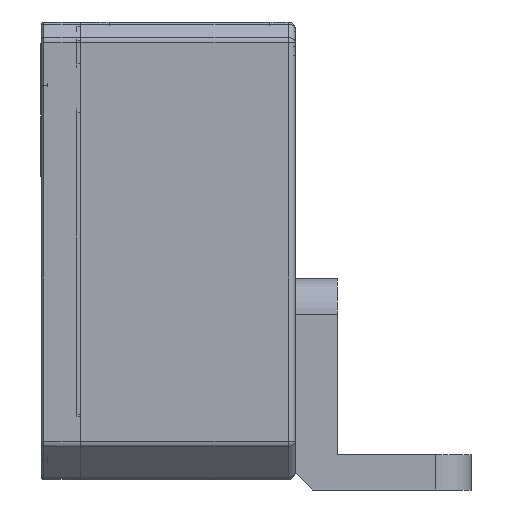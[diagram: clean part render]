
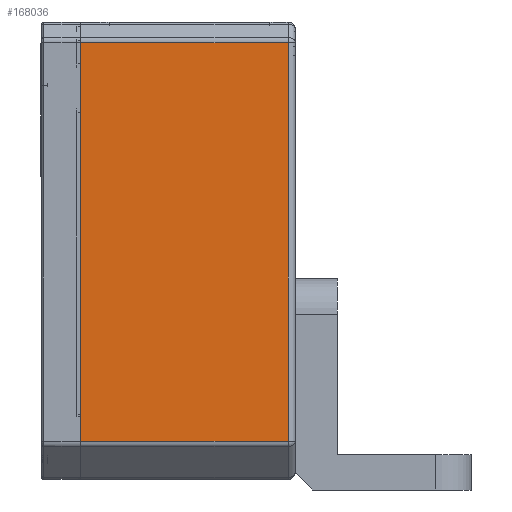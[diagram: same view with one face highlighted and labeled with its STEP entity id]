
A CAD part, left-side view. The second image highlights one B-rep face of the part: STEP entity #168036.
In plain terms, the highlighted planar face has unit normal (-1, 0, 0).
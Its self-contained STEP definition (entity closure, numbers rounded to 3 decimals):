
#7156 = ORIENTED_EDGE ( 'NONE', *, *, #246770, .F. ) ;
#16749 = CARTESIAN_POINT ( 'NONE',  ( -251.539, 62.9, 58.512 ) ) ;
#18859 = LINE ( 'NONE', #90333, #280382 ) ;
#36193 = VECTOR ( 'NONE', #260113, 1000. ) ;
#37910 = DIRECTION ( 'NONE',  ( 0., 1., 0. ) ) ;
#42113 = CARTESIAN_POINT ( 'NONE',  ( -251.539, 4., 60.512 ) ) ;
#42907 = VERTEX_POINT ( 'NONE', #270885 ) ;
#44549 = EDGE_CURVE ( 'NONE', #42907, #118300, #18859, .T. ) ;
#65873 = DIRECTION ( 'NONE',  ( 0., -1., 0. ) ) ;
#71499 = DIRECTION ( 'NONE',  ( 0., 0., -1. ) ) ;
#74590 = CARTESIAN_POINT ( 'NONE',  ( -251.539, 62.9, -58.659 ) ) ;
#83530 = LINE ( 'NONE', #188193, #36193 ) ;
#90333 = CARTESIAN_POINT ( 'NONE',  ( -251.539, 64., 54.684 ) ) ;
#94581 = VERTEX_POINT ( 'NONE', #74590 ) ;
#114252 = FACE_OUTER_BOUND ( 'NONE', #242184, .T. ) ;
#118300 = VERTEX_POINT ( 'NONE', #209311 ) ;
#144748 = PLANE ( 'NONE',  #186559 ) ;
#160099 = ORIENTED_EDGE ( 'NONE', *, *, #289982, .F. ) ;
#163057 = VECTOR ( 'NONE', #71499, 1000. ) ;
#167907 = CARTESIAN_POINT ( 'NONE',  ( -251.539, 4., -58.659 ) ) ;
#168036 = ADVANCED_FACE ( 'NONE', ( #114252 ), #144748, .F. ) ;
#179860 = ORIENTED_EDGE ( 'NONE', *, *, #279243, .F. ) ;
#186559 = AXIS2_PLACEMENT_3D ( 'NONE', #268325, #269337, #37910 ) ;
#188193 = CARTESIAN_POINT ( 'NONE',  ( -251.539, 64., -58.659 ) ) ;
#194253 = VERTEX_POINT ( 'NONE', #167907 ) ;
#209311 = CARTESIAN_POINT ( 'NONE',  ( -251.539, 4., 54.684 ) ) ;
#210205 = LINE ( 'NONE', #42113, #163057 ) ;
#211868 = LINE ( 'NONE', #16749, #269817 ) ;
#242184 = EDGE_LOOP ( 'NONE', ( #160099, #256612, #7156, #179860 ) ) ;
#246770 = EDGE_CURVE ( 'NONE', #94581, #42907, #211868, .T. ) ;
#253171 = DIRECTION ( 'NONE',  ( 0., 0., 1. ) ) ;
#256612 = ORIENTED_EDGE ( 'NONE', *, *, #44549, .F. ) ;
#260113 = DIRECTION ( 'NONE',  ( 0., 1., 0. ) ) ;
#268325 = CARTESIAN_POINT ( 'NONE',  ( -251.539, 64., 60.512 ) ) ;
#269337 = DIRECTION ( 'NONE',  ( 1., 0., 0. ) ) ;
#269817 = VECTOR ( 'NONE', #253171, 1000. ) ;
#270885 = CARTESIAN_POINT ( 'NONE',  ( -251.539, 62.9, 54.684 ) ) ;
#279243 = EDGE_CURVE ( 'NONE', #194253, #94581, #83530, .T. ) ;
#280382 = VECTOR ( 'NONE', #65873, 1000. ) ;
#289982 = EDGE_CURVE ( 'NONE', #118300, #194253, #210205, .T. ) ;
